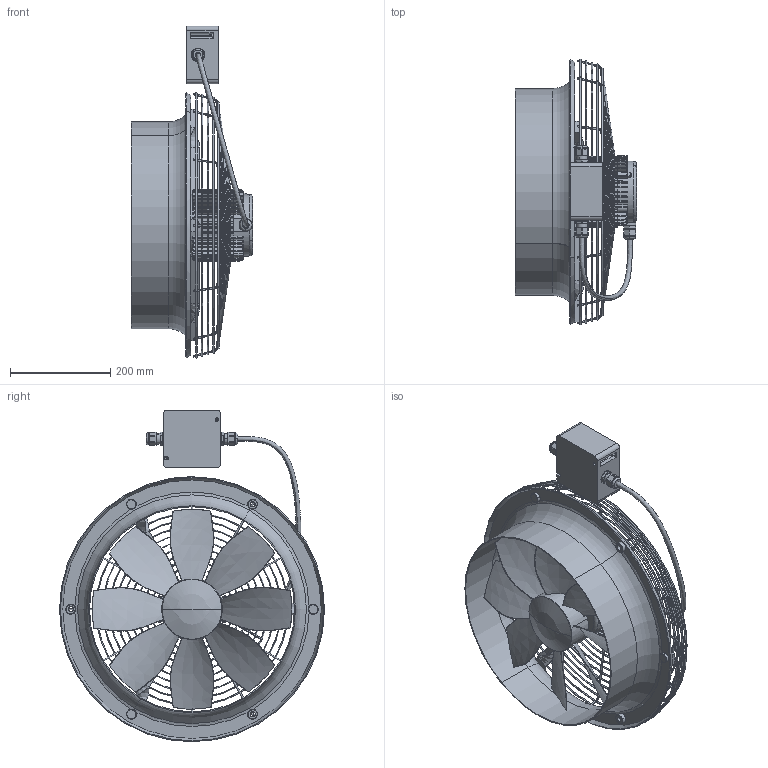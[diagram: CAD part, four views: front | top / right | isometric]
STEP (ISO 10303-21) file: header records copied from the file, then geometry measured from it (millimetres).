
FILE_DESCRIPTION(('Creo Elements/Direct Modeling STEP Export'),'2;1');
FILE_NAME('0094.0212_DZS_40_4_B_Ex_t.stp','2022-11-29T14:16:20',(''),(''),'PTC Creo Elements/Direct Modeling STEP processor for AP214 (Solid Model)','PTC Creo Elements/Direct Modeling 19.0C 15-Aug-2015 (C) Parametric Technology GmbH','');
FILE_SCHEMA(('AUTOMOTIVE_DESIGN { 1 0 10303 214 1 1 1 1 }'));
Length unit declared in the file: millimetre
Products named in the file (4): Kabel; 0094.0212_DZS_40_4_B_Ex_t; Klemmkasten
Assembly tree (3 placements, depth 2):
  0094.0212_DZS_40_4_B_Ex_t
    Klemmkasten
    0094.0212_DZS_40_4_B_Ex_t
    Kabel
Bounding box: 242 x 530.98 x 663.99 mm (x, y, z)
Volume: 4309447 mm3; surface area: 1182497.9 mm2
Topology: 24 solids, 26 shells, 1564 faces, 4093 edges, 2569 vertices
Faces by surface type: plane 663, cone 305, cylinder 292, bspline 188, torus 112, sphere 4
Entity records: 119753 total; most frequent: CARTESIAN_POINT 84189, ORIENTED_EDGE 8182, DIRECTION 5600, EDGE_CURVE 4091, VERTEX_POINT 2739, AXIS2_PLACEMENT_3D 2025, EDGE_LOOP 1604, FACE_OUTER_BOUND 1564
